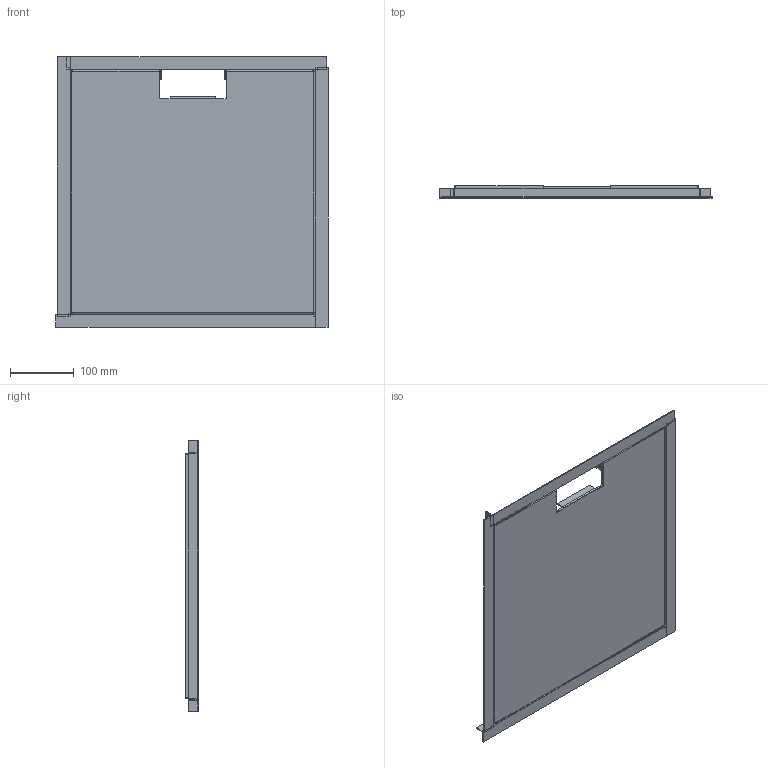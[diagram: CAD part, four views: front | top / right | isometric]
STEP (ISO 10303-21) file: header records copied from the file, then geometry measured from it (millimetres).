
FILE_DESCRIPTION (( 'STEP AP214' ), '1' );
FILE_NAME ('7406526_KSTP1.stp', '2016-10-10T13:39:21', ( '' ), ( '' ), 'SwSTEP 2.0', 'SolidWorks 2016', '' );
FILE_SCHEMA (( 'AUTOMOTIVE_DESIGN' ));
Length unit declared in the file: millimetre
Products named in the file (5): 002296_39441287_H=15_VA; 40495AB_Standard; 43473A_Nenngr”áe 350; 000161_39408480T1_H=19_VA; 7406526_KSTP1
Assembly tree (7 placements, depth 3):
  7406526_KSTP1
    40495AB_Standard
      000161_39408480T1_H=19_VA
      43473A_Nenngr”áe 350
    002296_39441287_H=15_VA  x4
Bounding box: 426.1 x 19 x 423.8 mm (x, y, z)
Volume: 878975.4 mm3; surface area: 730520.1 mm2
Topology: 6 solids, 6 shells, 168 faces, 404 edges, 248 vertices
Faces by surface type: plane 152, cylinder 16
Entity records: 3882 total; most frequent: CARTESIAN_POINT 645, DIRECTION 632, ORIENTED_EDGE 628, EDGE_CURVE 314, VECTOR 282, LINE 282, VERTEX_POINT 188, AXIS2_PLACEMENT_3D 175
